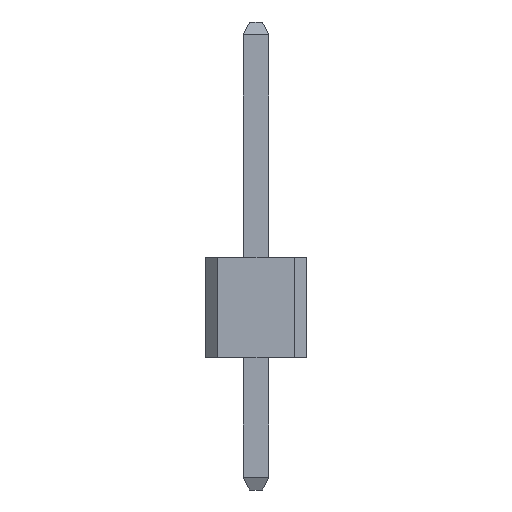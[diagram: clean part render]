
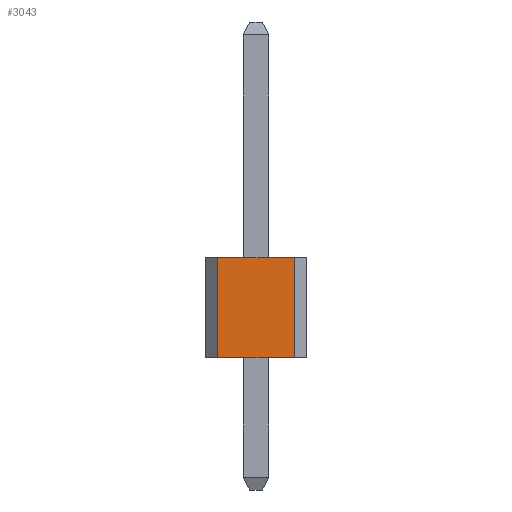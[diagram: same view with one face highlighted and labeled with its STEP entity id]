
A CAD part, left-side view. The second image highlights one B-rep face of the part: STEP entity #3043.
In plain terms, the highlighted planar face has unit normal (-1, 0, 0).
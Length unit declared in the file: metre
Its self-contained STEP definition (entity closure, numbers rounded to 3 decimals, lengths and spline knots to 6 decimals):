
#532=ORIENTED_EDGE('',*,*,#1116,.T.);
#533=ORIENTED_EDGE('',*,*,#1117,.T.);
#534=ORIENTED_EDGE('',*,*,#1118,.F.);
#535=ORIENTED_EDGE('',*,*,#1119,.T.);
#1116=EDGE_CURVE('',#1432,#1433,#1784,.T.);
#1117=EDGE_CURVE('',#1433,#1434,#1785,.T.);
#1118=EDGE_CURVE('',#1435,#1434,#1786,.T.);
#1119=EDGE_CURVE('',#1435,#1432,#1787,.T.);
#1432=VERTEX_POINT('',#4819);
#1433=VERTEX_POINT('',#4820);
#1434=VERTEX_POINT('',#4822);
#1435=VERTEX_POINT('',#4824);
#1784=LINE('',#4818,#2196);
#1785=LINE('',#4821,#2197);
#1786=LINE('',#4823,#2198);
#1787=LINE('',#4825,#2199);
#2196=VECTOR('',#3991,1.);
#2197=VECTOR('',#3992,1.);
#2198=VECTOR('',#3993,1.);
#2199=VECTOR('',#3994,1.);
#2485=EDGE_LOOP('',(#532,#533,#534,#535));
#2671=FACE_BOUND('',#2485,.T.);
#2857=PLANE('',#3410);
#3043=ADVANCED_FACE('',(#2671),#2857,.F.);
#3410=AXIS2_PLACEMENT_3D('',#4817,#3989,#3990);
#3989=DIRECTION('',(1.,0.,0.));
#3990=DIRECTION('',(0.,0.,-1.));
#3991=DIRECTION('',(0.,-1.,0.));
#3992=DIRECTION('',(0.,0.,1.));
#3993=DIRECTION('',(0.,-1.,0.));
#3994=DIRECTION('',(0.,0.,-1.));
#4817=CARTESIAN_POINT('',(-0.00127,0.,0.0025));
#4818=CARTESIAN_POINT('',(-0.00127,0.,0.));
#4819=CARTESIAN_POINT('',(-0.00127,0.00095,0.));
#4820=CARTESIAN_POINT('',(-0.00127,-0.00095,0.));
#4821=CARTESIAN_POINT('',(-0.00127,-0.00095,0.0025));
#4822=CARTESIAN_POINT('',(-0.00127,-0.00095,0.0025));
#4823=CARTESIAN_POINT('',(-0.00127,0.,0.0025));
#4824=CARTESIAN_POINT('',(-0.00127,0.00095,0.0025));
#4825=CARTESIAN_POINT('',(-0.00127,0.00095,0.));
